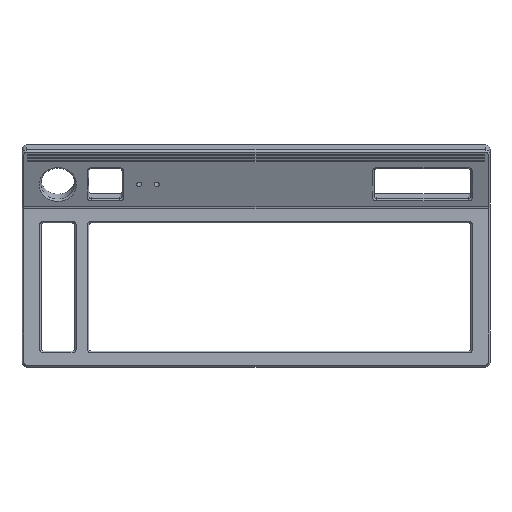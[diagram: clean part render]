
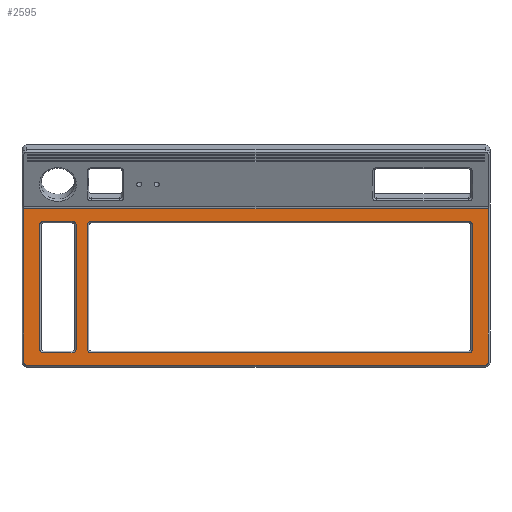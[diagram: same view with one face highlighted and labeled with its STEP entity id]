
A CAD part, top view. The second image highlights one B-rep face of the part: STEP entity #2595.
In plain terms, the highlighted planar face has unit normal (0, 0, 1).
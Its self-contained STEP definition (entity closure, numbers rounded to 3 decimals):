
#25=FACE_BOUND('',#382,.T.);
#26=FACE_BOUND('',#383,.T.);
#98=PLANE('',#2817);
#204=FACE_OUTER_BOUND('',#381,.T.);
#381=EDGE_LOOP('',(#1905,#1906,#1907,#1908,#1909,#1910));
#382=EDGE_LOOP('',(#1911,#1912,#1913,#1914,#1915,#1916,#1917,#1918));
#383=EDGE_LOOP('',(#1919,#1920,#1921,#1922,#1923,#1924,#1925,#1926));
#575=LINE('',#4040,#816);
#580=LINE('',#4054,#821);
#584=LINE('',#4066,#825);
#588=LINE('',#4078,#829);
#597=LINE('',#4104,#838);
#598=LINE('',#4106,#839);
#599=LINE('',#4108,#840);
#600=LINE('',#4112,#841);
#601=LINE('',#4116,#842);
#602=LINE('',#4120,#843);
#603=LINE('',#4124,#844);
#604=LINE('',#4128,#845);
#816=VECTOR('',#3197,10.);
#821=VECTOR('',#3210,10.);
#825=VECTOR('',#3222,10.);
#829=VECTOR('',#3234,10.);
#838=VECTOR('',#3263,10.);
#839=VECTOR('',#3264,280.59);
#840=VECTOR('',#3265,10.);
#841=VECTOR('',#3268,10.);
#842=VECTOR('',#3271,10.);
#843=VECTOR('',#3274,10.);
#844=VECTOR('',#3277,10.);
#845=VECTOR('',#3280,10.);
#1066=CIRCLE('',#2797,2.5);
#1068=CIRCLE('',#2801,2.5);
#1070=CIRCLE('',#2805,2.5);
#1072=CIRCLE('',#2809,2.5);
#1076=CIRCLE('',#2818,2.);
#1077=CIRCLE('',#2819,2.);
#1078=CIRCLE('',#2820,2.5);
#1079=CIRCLE('',#2821,2.5);
#1080=CIRCLE('',#2822,2.5);
#1081=CIRCLE('',#2823,2.5);
#1216=VERTEX_POINT('',#4037);
#1217=VERTEX_POINT('',#4039);
#1220=VERTEX_POINT('',#4046);
#1222=VERTEX_POINT('',#4052);
#1224=VERTEX_POINT('',#4058);
#1226=VERTEX_POINT('',#4064);
#1228=VERTEX_POINT('',#4070);
#1230=VERTEX_POINT('',#4076);
#1236=VERTEX_POINT('',#4102);
#1237=VERTEX_POINT('',#4103);
#1238=VERTEX_POINT('',#4105);
#1239=VERTEX_POINT('',#4107);
#1240=VERTEX_POINT('',#4109);
#1241=VERTEX_POINT('',#4111);
#1242=VERTEX_POINT('',#4114);
#1243=VERTEX_POINT('',#4115);
#1244=VERTEX_POINT('',#4117);
#1245=VERTEX_POINT('',#4119);
#1246=VERTEX_POINT('',#4121);
#1247=VERTEX_POINT('',#4123);
#1248=VERTEX_POINT('',#4125);
#1249=VERTEX_POINT('',#4127);
#1458=EDGE_CURVE('',#1216,#1217,#575,.T.);
#1462=EDGE_CURVE('',#1220,#1216,#1066,.T.);
#1465=EDGE_CURVE('',#1222,#1220,#580,.T.);
#1468=EDGE_CURVE('',#1224,#1222,#1068,.T.);
#1471=EDGE_CURVE('',#1226,#1224,#584,.T.);
#1474=EDGE_CURVE('',#1228,#1226,#1070,.T.);
#1477=EDGE_CURVE('',#1230,#1228,#588,.T.);
#1479=EDGE_CURVE('',#1217,#1230,#1072,.T.);
#1490=EDGE_CURVE('',#1236,#1237,#597,.T.);
#1491=EDGE_CURVE('',#1236,#1238,#598,.T.);
#1492=EDGE_CURVE('',#1239,#1238,#599,.T.);
#1493=EDGE_CURVE('',#1240,#1239,#1076,.T.);
#1494=EDGE_CURVE('',#1241,#1240,#600,.T.);
#1495=EDGE_CURVE('',#1237,#1241,#1077,.T.);
#1496=EDGE_CURVE('',#1242,#1243,#601,.T.);
#1497=EDGE_CURVE('',#1244,#1242,#1078,.T.);
#1498=EDGE_CURVE('',#1245,#1244,#602,.T.);
#1499=EDGE_CURVE('',#1246,#1245,#1079,.T.);
#1500=EDGE_CURVE('',#1247,#1246,#603,.T.);
#1501=EDGE_CURVE('',#1248,#1247,#1080,.T.);
#1502=EDGE_CURVE('',#1249,#1248,#604,.T.);
#1503=EDGE_CURVE('',#1243,#1249,#1081,.T.);
#1905=ORIENTED_EDGE('',*,*,#1490,.F.);
#1906=ORIENTED_EDGE('',*,*,#1491,.T.);
#1907=ORIENTED_EDGE('',*,*,#1492,.F.);
#1908=ORIENTED_EDGE('',*,*,#1493,.F.);
#1909=ORIENTED_EDGE('',*,*,#1494,.F.);
#1910=ORIENTED_EDGE('',*,*,#1495,.F.);
#1911=ORIENTED_EDGE('',*,*,#1496,.F.);
#1912=ORIENTED_EDGE('',*,*,#1497,.F.);
#1913=ORIENTED_EDGE('',*,*,#1498,.F.);
#1914=ORIENTED_EDGE('',*,*,#1499,.F.);
#1915=ORIENTED_EDGE('',*,*,#1500,.F.);
#1916=ORIENTED_EDGE('',*,*,#1501,.F.);
#1917=ORIENTED_EDGE('',*,*,#1502,.F.);
#1918=ORIENTED_EDGE('',*,*,#1503,.F.);
#1919=ORIENTED_EDGE('',*,*,#1458,.F.);
#1920=ORIENTED_EDGE('',*,*,#1462,.F.);
#1921=ORIENTED_EDGE('',*,*,#1465,.F.);
#1922=ORIENTED_EDGE('',*,*,#1468,.F.);
#1923=ORIENTED_EDGE('',*,*,#1471,.F.);
#1924=ORIENTED_EDGE('',*,*,#1474,.F.);
#1925=ORIENTED_EDGE('',*,*,#1477,.F.);
#1926=ORIENTED_EDGE('',*,*,#1479,.F.);
#2595=ADVANCED_FACE('',(#204,#25,#26),#98,.T.);
#2797=AXIS2_PLACEMENT_3D('',#4048,#3203,#3204);
#2801=AXIS2_PLACEMENT_3D('',#4060,#3215,#3216);
#2805=AXIS2_PLACEMENT_3D('',#4072,#3227,#3228);
#2809=AXIS2_PLACEMENT_3D('',#4081,#3238,#3239);
#2817=AXIS2_PLACEMENT_3D('',#4101,#3261,#3262);
#2818=AXIS2_PLACEMENT_3D('',#4110,#3266,#3267);
#2819=AXIS2_PLACEMENT_3D('',#4113,#3269,#3270);
#2820=AXIS2_PLACEMENT_3D('',#4118,#3272,#3273);
#2821=AXIS2_PLACEMENT_3D('',#4122,#3275,#3276);
#2822=AXIS2_PLACEMENT_3D('',#4126,#3278,#3279);
#2823=AXIS2_PLACEMENT_3D('',#4129,#3281,#3282);
#3197=DIRECTION('',(-1.,0.,0.));
#3203=DIRECTION('center_axis',(0.,0.,1.));
#3204=DIRECTION('ref_axis',(1.,0.,0.));
#3210=DIRECTION('',(0.,1.,0.));
#3215=DIRECTION('center_axis',(0.,0.,1.));
#3216=DIRECTION('ref_axis',(0.,-1.,0.));
#3222=DIRECTION('',(1.,0.,0.));
#3227=DIRECTION('center_axis',(0.,0.,1.));
#3228=DIRECTION('ref_axis',(-1.,0.,0.));
#3234=DIRECTION('',(0.,-1.,0.));
#3238=DIRECTION('center_axis',(0.,0.,1.));
#3239=DIRECTION('ref_axis',(0.,1.,0.));
#3261=DIRECTION('center_axis',(0.,0.,1.));
#3262=DIRECTION('ref_axis',(0.,-1.,0.));
#3263=DIRECTION('',(0.,-1.,0.));
#3264=DIRECTION('',(-1.,0.,0.));
#3265=DIRECTION('',(0.,1.,0.));
#3266=DIRECTION('center_axis',(0.,0.,-1.));
#3267=DIRECTION('ref_axis',(-0.707,-0.707,0.));
#3268=DIRECTION('',(-1.,0.,0.));
#3269=DIRECTION('center_axis',(0.,0.,-1.));
#3270=DIRECTION('ref_axis',(0.707,-0.707,0.));
#3271=DIRECTION('',(-1.,0.,0.));
#3272=DIRECTION('center_axis',(0.,0.,1.));
#3273=DIRECTION('ref_axis',(1.,0.,0.));
#3274=DIRECTION('',(0.,1.,0.));
#3275=DIRECTION('center_axis',(0.,0.,1.));
#3276=DIRECTION('ref_axis',(0.,-1.,0.));
#3277=DIRECTION('',(1.,0.,0.));
#3278=DIRECTION('center_axis',(0.,0.,1.));
#3279=DIRECTION('ref_axis',(-1.,0.,0.));
#3280=DIRECTION('',(0.,-1.,0.));
#3281=DIRECTION('center_axis',(0.,0.,1.));
#3282=DIRECTION('ref_axis',(0.,1.,0.));
#4037=CARTESIAN_POINT('',(261.259,-109.034,24.06));
#4039=CARTESIAN_POINT('',(34.709,-109.034,24.06));
#4040=CARTESIAN_POINT('',(84.195,-109.034,24.06));
#4046=CARTESIAN_POINT('',(263.759,-111.534,24.06));
#4048=CARTESIAN_POINT('Origin',(261.259,-111.534,24.06));
#4052=CARTESIAN_POINT('',(263.759,-185.684,24.06));
#4054=CARTESIAN_POINT('',(263.759,-130.03,24.06));
#4058=CARTESIAN_POINT('',(261.259,-188.184,24.06));
#4060=CARTESIAN_POINT('Origin',(261.259,-185.684,24.06));
#4064=CARTESIAN_POINT('',(34.709,-188.184,24.06));
#4066=CARTESIAN_POINT('',(197.47,-188.184,24.06));
#4070=CARTESIAN_POINT('',(32.209,-185.684,24.06));
#4072=CARTESIAN_POINT('Origin',(34.709,-185.684,24.06));
#4076=CARTESIAN_POINT('',(32.209,-111.534,24.06));
#4078=CARTESIAN_POINT('',(32.209,-167.105,24.06));
#4081=CARTESIAN_POINT('Origin',(34.709,-111.534,24.06));
#4101=CARTESIAN_POINT('Origin',(133.681,-148.527,24.06));
#4102=CARTESIAN_POINT('',(273.269,-101.59,24.06));
#4103=CARTESIAN_POINT('',(273.269,-193.627,24.06));
#4104=CARTESIAN_POINT('',(273.269,-170.077,24.06));
#4105=CARTESIAN_POINT('',(-5.906,-101.59,24.06));
#4106=CARTESIAN_POINT('',(273.976,-101.59,24.06));
#4107=CARTESIAN_POINT('',(-5.906,-193.627,24.06));
#4108=CARTESIAN_POINT('',(-5.906,-126.977,24.06));
#4109=CARTESIAN_POINT('',(-3.906,-195.627,24.06));
#4110=CARTESIAN_POINT('Origin',(-3.906,-193.627,24.06));
#4111=CARTESIAN_POINT('',(271.269,-195.627,24.06));
#4112=CARTESIAN_POINT('',(66.888,-195.627,24.06));
#4113=CARTESIAN_POINT('Origin',(271.269,-193.627,24.06));
#4114=CARTESIAN_POINT('',(23.134,-109.034,24.06));
#4115=CARTESIAN_POINT('',(6.134,-109.034,24.06));
#4116=CARTESIAN_POINT('',(69.908,-109.034,24.06));
#4117=CARTESIAN_POINT('',(25.634,-111.534,24.06));
#4118=CARTESIAN_POINT('Origin',(23.134,-111.534,24.06));
#4119=CARTESIAN_POINT('',(25.634,-185.684,24.06));
#4120=CARTESIAN_POINT('',(25.634,-130.03,24.06));
#4121=CARTESIAN_POINT('',(23.134,-188.184,24.06));
#4122=CARTESIAN_POINT('Origin',(23.134,-185.684,24.06));
#4123=CARTESIAN_POINT('',(6.134,-188.184,24.06));
#4124=CARTESIAN_POINT('',(78.408,-188.184,24.06));
#4125=CARTESIAN_POINT('',(3.634,-185.684,24.06));
#4126=CARTESIAN_POINT('Origin',(6.134,-185.684,24.06));
#4127=CARTESIAN_POINT('',(3.634,-111.534,24.06));
#4128=CARTESIAN_POINT('',(3.634,-167.105,24.06));
#4129=CARTESIAN_POINT('Origin',(6.134,-111.534,24.06));
